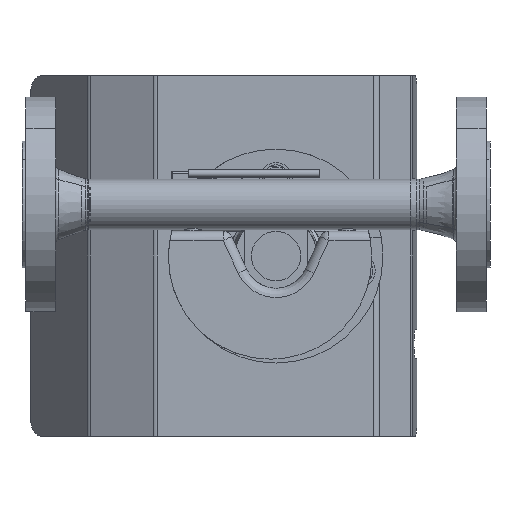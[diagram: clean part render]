
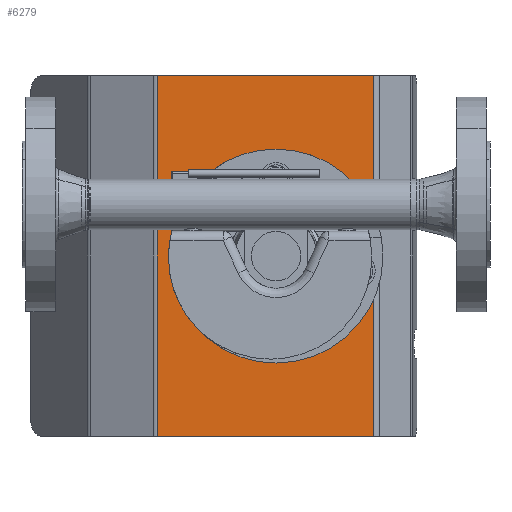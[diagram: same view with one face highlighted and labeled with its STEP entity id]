
A CAD part, left-side view. The second image highlights one B-rep face of the part: STEP entity #6279.
In plain terms, the highlighted planar face has unit normal (-1, 0, 0).
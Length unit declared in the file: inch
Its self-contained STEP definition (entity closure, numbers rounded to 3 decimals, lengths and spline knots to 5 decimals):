
#221 = AXIS2_PLACEMENT_3D ( 'NONE', #33769, #27546, #11472 ) ;
#893 = DIRECTION ( 'NONE',  ( 0., 0., 1. ) ) ;
#1038 = LINE ( 'NONE', #7471, #36473 ) ;
#1262 = AXIS2_PLACEMENT_3D ( 'NONE', #1694, #16614, #23245 ) ;
#1497 = AXIS2_PLACEMENT_3D ( 'NONE', #9176, #30681, #27674 ) ;
#1622 = FACE_BOUND ( 'NONE', #10888, .T. ) ;
#1694 = CARTESIAN_POINT ( 'NONE',  ( 3.2135, -0.42077, -1.75474 ) ) ;
#1857 = CIRCLE ( 'NONE', #29476, 0.172 ) ;
#1885 = CIRCLE ( 'NONE', #1262, 0.172 ) ;
#1893 = DIRECTION ( 'NONE',  ( -1., 0., 0. ) ) ;
#1903 = VERTEX_POINT ( 'NONE', #22285 ) ;
#2380 = CARTESIAN_POINT ( 'NONE',  ( 3.2135, -0.42077, -1.75474 ) ) ;
#3187 = CARTESIAN_POINT ( 'NONE',  ( 3.2135, -2.16377, -3.68675 ) ) ;
#3652 = EDGE_CURVE ( 'NONE', #28973, #21580, #7265, .T. ) ;
#3664 = VECTOR ( 'NONE', #17319, 39.37008 ) ;
#3919 = DIRECTION ( 'NONE',  ( -1., 0., 0. ) ) ;
#3992 = DIRECTION ( 'NONE',  ( -1., 0., 0. ) ) ;
#4017 = CARTESIAN_POINT ( 'NONE',  ( 3.2135, 2.07923, 0.41226 ) ) ;
#4637 = FACE_BOUND ( 'NONE', #18356, .T. ) ;
#5030 = CARTESIAN_POINT ( 'NONE',  ( 3.2135, 2.07923, -7.16774 ) ) ;
#5494 = EDGE_LOOP ( 'NONE', ( #37184, #21529 ) ) ;
#5602 = CARTESIAN_POINT ( 'NONE',  ( 3.2135, -0.42077, -1.92674 ) ) ;
#5635 = AXIS2_PLACEMENT_3D ( 'NONE', #3187, #3992, #9234 ) ;
#5827 = ORIENTED_EDGE ( 'NONE', *, *, #34321, .F. ) ;
#5971 = EDGE_LOOP ( 'NONE', ( #28769, #29519 ) ) ;
#6014 = ORIENTED_EDGE ( 'NONE', *, *, #28408, .F. ) ;
#6279 = ADVANCED_FACE ( 'NONE', ( #19943, #4637, #29164, #1622, #26138, #36384 ), #29763, .F. ) ;
#7024 = CARTESIAN_POINT ( 'NONE',  ( 3.2135, -2.46736, 0.41226 ) ) ;
#7120 = AXIS2_PLACEMENT_3D ( 'NONE', #33131, #36752, #30719 ) ;
#7265 = LINE ( 'NONE', #37014, #11856 ) ;
#7471 = CARTESIAN_POINT ( 'NONE',  ( 3.2135, -3.74463, -7.16774 ) ) ;
#8771 = ORIENTED_EDGE ( 'NONE', *, *, #3652, .F. ) ;
#9035 = CIRCLE ( 'NONE', #7120, 0.98977 ) ;
#9176 = CARTESIAN_POINT ( 'NONE',  ( 3.2135, 1.32223, -3.68674 ) ) ;
#9234 = DIRECTION ( 'NONE',  ( 0., 0., 1. ) ) ;
#9267 = VERTEX_POINT ( 'NONE', #17730 ) ;
#9476 = DIRECTION ( 'NONE',  ( 0., -1., 0. ) ) ;
#9478 = VERTEX_POINT ( 'NONE', #15919 ) ;
#9746 = CARTESIAN_POINT ( 'NONE',  ( 3.2135, 1.32223, -3.85874 ) ) ;
#9961 = AXIS2_PLACEMENT_3D ( 'NONE', #18107, #23751, #26545 ) ;
#10627 = EDGE_LOOP ( 'NONE', ( #6014, #25102 ) ) ;
#10888 = EDGE_LOOP ( 'NONE', ( #20186, #39795 ) ) ;
#11472 = DIRECTION ( 'NONE',  ( 0., 0., 1. ) ) ;
#11504 = EDGE_CURVE ( 'NONE', #1903, #24555, #18873, .T. ) ;
#11856 = VECTOR ( 'NONE', #9476, 39.37008 ) ;
#11964 = VERTEX_POINT ( 'NONE', #17549 ) ;
#12787 = AXIS2_PLACEMENT_3D ( 'NONE', #2380, #23738, #26531 ) ;
#13047 = CARTESIAN_POINT ( 'NONE',  ( 3.2135, -2.46736, 0.41226 ) ) ;
#13200 = EDGE_CURVE ( 'NONE', #18948, #11964, #9035, .T. ) ;
#13373 = ORIENTED_EDGE ( 'NONE', *, *, #36624, .F. ) ;
#13406 = CARTESIAN_POINT ( 'NONE',  ( 3.2135, 2.07923, -7.16774 ) ) ;
#13523 = VERTEX_POINT ( 'NONE', #33084 ) ;
#14099 = LINE ( 'NONE', #5030, #3664 ) ;
#14663 = DIRECTION ( 'NONE',  ( 0., 0., 1. ) ) ;
#14813 = VERTEX_POINT ( 'NONE', #29937 ) ;
#15071 = VERTEX_POINT ( 'NONE', #22117 ) ;
#15919 = CARTESIAN_POINT ( 'NONE',  ( 3.2135, -0.42077, -4.83274 ) ) ;
#16067 = CARTESIAN_POINT ( 'NONE',  ( 3.2135, -0.42077, -1.58274 ) ) ;
#16614 = DIRECTION ( 'NONE',  ( -1., 0., 0. ) ) ;
#17319 = DIRECTION ( 'NONE',  ( 0., 0., 1. ) ) ;
#17549 = CARTESIAN_POINT ( 'NONE',  ( 3.2135, -0.42077, -2.38997 ) ) ;
#17689 = DIRECTION ( 'NONE',  ( -1., 0., 0. ) ) ;
#17730 = CARTESIAN_POINT ( 'NONE',  ( 3.2135, -0.42077, -5.17674 ) ) ;
#18107 = CARTESIAN_POINT ( 'NONE',  ( 3.2135, 3.75537, -7.16774 ) ) ;
#18356 = EDGE_LOOP ( 'NONE', ( #5827, #23898 ) ) ;
#18361 = EDGE_CURVE ( 'NONE', #15071, #13523, #1857, .T. ) ;
#18873 = CIRCLE ( 'NONE', #1497, 0.172 ) ;
#18948 = VERTEX_POINT ( 'NONE', #19444 ) ;
#18976 = EDGE_CURVE ( 'NONE', #33721, #20253, #1885, .T. ) ;
#19362 = DIRECTION ( 'NONE',  ( 0., 1., 0. ) ) ;
#19444 = CARTESIAN_POINT ( 'NONE',  ( 3.2135, -0.42077, -4.36951 ) ) ;
#19677 = DIRECTION ( 'NONE',  ( 0., 0., 1. ) ) ;
#19773 = EDGE_CURVE ( 'NONE', #11964, #18948, #30178, .T. ) ;
#19943 = FACE_BOUND ( 'NONE', #5494, .T. ) ;
#19989 = CARTESIAN_POINT ( 'NONE',  ( 3.2135, -0.42077, -5.00474 ) ) ;
#20186 = ORIENTED_EDGE ( 'NONE', *, *, #23822, .F. ) ;
#20253 = VERTEX_POINT ( 'NONE', #16067 ) ;
#21132 = CIRCLE ( 'NONE', #12787, 0.172 ) ;
#21529 = ORIENTED_EDGE ( 'NONE', *, *, #19773, .F. ) ;
#21580 = VERTEX_POINT ( 'NONE', #7024 ) ;
#21903 = AXIS2_PLACEMENT_3D ( 'NONE', #29247, #1893, #32671 ) ;
#22117 = CARTESIAN_POINT ( 'NONE',  ( 3.2135, -2.16377, -3.51475 ) ) ;
#22285 = CARTESIAN_POINT ( 'NONE',  ( 3.2135, 1.32223, -3.51474 ) ) ;
#23245 = DIRECTION ( 'NONE',  ( 0., 0., 1. ) ) ;
#23738 = DIRECTION ( 'NONE',  ( -1., 0., 0. ) ) ;
#23751 = DIRECTION ( 'NONE',  ( 1., 0., 0. ) ) ;
#23822 = EDGE_CURVE ( 'NONE', #24555, #1903, #39370, .T. ) ;
#23898 = ORIENTED_EDGE ( 'NONE', *, *, #18361, .F. ) ;
#24555 = VERTEX_POINT ( 'NONE', #9746 ) ;
#25102 = ORIENTED_EDGE ( 'NONE', *, *, #36095, .F. ) ;
#25361 = ORIENTED_EDGE ( 'NONE', *, *, #39802, .T. ) ;
#26138 = FACE_BOUND ( 'NONE', #5971, .T. ) ;
#26193 = VECTOR ( 'NONE', #19677, 39.37008 ) ;
#26275 = VERTEX_POINT ( 'NONE', #13406 ) ;
#26531 = DIRECTION ( 'NONE',  ( 0., 0., 1. ) ) ;
#26545 = DIRECTION ( 'NONE',  ( 0., -1., 0. ) ) ;
#26902 = CIRCLE ( 'NONE', #30122, 0.172 ) ;
#27546 = DIRECTION ( 'NONE',  ( -1., 0., 0. ) ) ;
#27674 = DIRECTION ( 'NONE',  ( 0., 0., 1. ) ) ;
#28408 = EDGE_CURVE ( 'NONE', #9267, #9478, #39202, .T. ) ;
#28769 = ORIENTED_EDGE ( 'NONE', *, *, #18976, .F. ) ;
#28778 = EDGE_LOOP ( 'NONE', ( #13373, #34483, #25361, #8771 ) ) ;
#28811 = DIRECTION ( 'NONE',  ( 0., 0., 1. ) ) ;
#28973 = VERTEX_POINT ( 'NONE', #4017 ) ;
#29164 = FACE_OUTER_BOUND ( 'NONE', #28778, .T. ) ;
#29247 = CARTESIAN_POINT ( 'NONE',  ( 3.2135, -0.42077, -5.00474 ) ) ;
#29476 = AXIS2_PLACEMENT_3D ( 'NONE', #32946, #17689, #14663 ) ;
#29519 = ORIENTED_EDGE ( 'NONE', *, *, #33734, .F. ) ;
#29763 = PLANE ( 'NONE',  #9961 ) ;
#29937 = CARTESIAN_POINT ( 'NONE',  ( 3.2135, -2.46736, -7.16774 ) ) ;
#30122 = AXIS2_PLACEMENT_3D ( 'NONE', #19989, #31661, #28811 ) ;
#30178 = CIRCLE ( 'NONE', #39178, 0.98977 ) ;
#30681 = DIRECTION ( 'NONE',  ( -1., 0., 0. ) ) ;
#30719 = DIRECTION ( 'NONE',  ( 0., 0., 1. ) ) ;
#31484 = CARTESIAN_POINT ( 'NONE',  ( 3.2135, -0.42077, -3.37974 ) ) ;
#31661 = DIRECTION ( 'NONE',  ( -1., 0., 0. ) ) ;
#31739 = LINE ( 'NONE', #13047, #26193 ) ;
#32671 = DIRECTION ( 'NONE',  ( 0., 0., 1. ) ) ;
#32946 = CARTESIAN_POINT ( 'NONE',  ( 3.2135, -2.16377, -3.68675 ) ) ;
#33084 = CARTESIAN_POINT ( 'NONE',  ( 3.2135, -2.16377, -3.85875 ) ) ;
#33131 = CARTESIAN_POINT ( 'NONE',  ( 3.2135, -0.42077, -3.37974 ) ) ;
#33721 = VERTEX_POINT ( 'NONE', #5602 ) ;
#33734 = EDGE_CURVE ( 'NONE', #20253, #33721, #21132, .T. ) ;
#33769 = CARTESIAN_POINT ( 'NONE',  ( 3.2135, 1.32223, -3.68674 ) ) ;
#34321 = EDGE_CURVE ( 'NONE', #13523, #15071, #37118, .T. ) ;
#34483 = ORIENTED_EDGE ( 'NONE', *, *, #39522, .F. ) ;
#36095 = EDGE_CURVE ( 'NONE', #9478, #9267, #26902, .T. ) ;
#36384 = FACE_BOUND ( 'NONE', #10627, .T. ) ;
#36473 = VECTOR ( 'NONE', #19362, 39.37008 ) ;
#36624 = EDGE_CURVE ( 'NONE', #26275, #28973, #14099, .T. ) ;
#36752 = DIRECTION ( 'NONE',  ( -1., 0., 0. ) ) ;
#37014 = CARTESIAN_POINT ( 'NONE',  ( 3.2135, 3.75537, 0.41226 ) ) ;
#37118 = CIRCLE ( 'NONE', #5635, 0.172 ) ;
#37184 = ORIENTED_EDGE ( 'NONE', *, *, #13200, .F. ) ;
#39178 = AXIS2_PLACEMENT_3D ( 'NONE', #31484, #3919, #893 ) ;
#39202 = CIRCLE ( 'NONE', #21903, 0.172 ) ;
#39370 = CIRCLE ( 'NONE', #221, 0.172 ) ;
#39522 = EDGE_CURVE ( 'NONE', #14813, #26275, #1038, .T. ) ;
#39795 = ORIENTED_EDGE ( 'NONE', *, *, #11504, .F. ) ;
#39802 = EDGE_CURVE ( 'NONE', #14813, #21580, #31739, .T. ) ;
